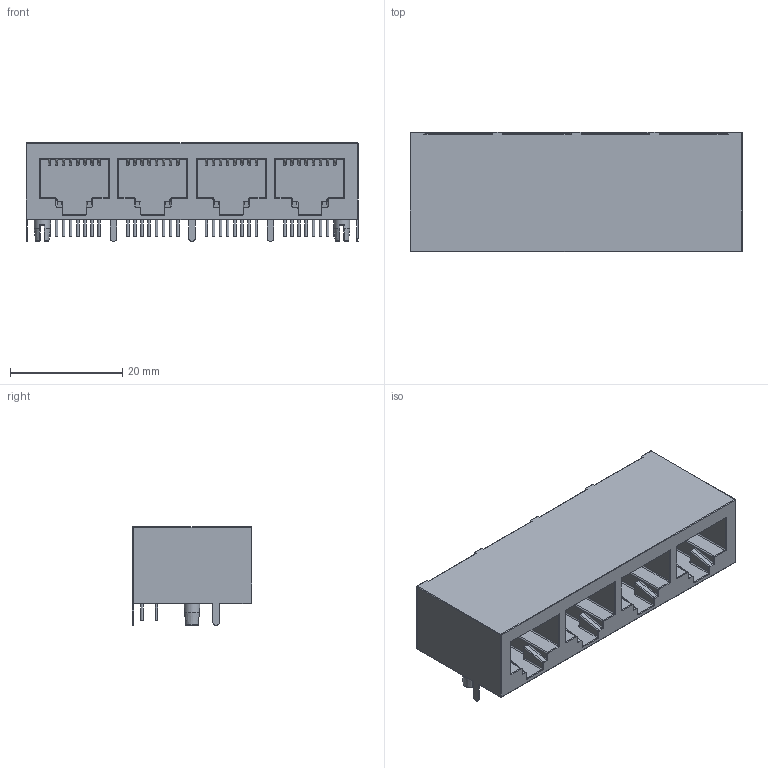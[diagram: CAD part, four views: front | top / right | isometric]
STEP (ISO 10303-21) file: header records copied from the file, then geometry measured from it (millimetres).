
FILE_DESCRIPTION(/* description */ (''),/* implementation_level */ '2;1');
FILE_NAME(/* name */ 'RJ45 x 4.step',/* time_stamp */ '2019-07-22T14:15:32+10:00',/* author */ (''),/* organization */ (''),/* preprocessor_version */ 'ST-DEVELOPER v18',/* originating_system */ 'Autodesk Translation Framework v8.2.0.1029',/* authorisation */ '');
FILE_SCHEMA (('AUTOMOTIVE_DESIGN { 1 0 10303 214 3 1 1 }'));
Length unit declared in the file: millimetre
Products named in the file (2): RJ45 x 8; Socket
Assembly tree (1 placements, depth 2):
  RJ45 x 8
    Socket
Bounding box: 59.07 x 21.27 x 17.51 mm (x, y, z)
Volume: 12845.2 mm3; surface area: 15028.5 mm2
Topology: 71 solids, 71 shells, 692 faces, 1466 edges, 906 vertices
Faces by surface type: plane 327, cylinder 235, bspline 62, sphere 40, torus 24, cone 4
Full cylindrical faces by diameter (mm): 0.45 x32, 2.8 x2
Entity records: 23015 total; most frequent: CARTESIAN_POINT 7969, DIRECTION 3230, ORIENTED_EDGE 2920, EDGE_CURVE 1460, AXIS2_PLACEMENT_3D 1217, VERTEX_POINT 906, LINE 796, VECTOR 796
